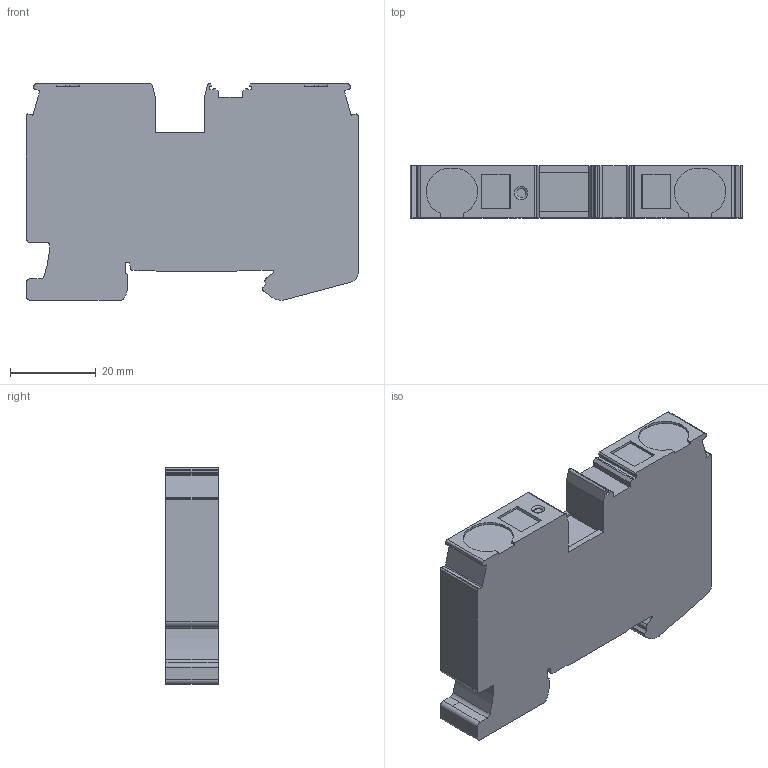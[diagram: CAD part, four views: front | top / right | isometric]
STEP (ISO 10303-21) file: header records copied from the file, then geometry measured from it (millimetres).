
FILE_DESCRIPTION( ( 'Unknown' ), '1' );
FILE_NAME( 'DPTN16-PE 簡易3D 20230213.stp', 'Unknown', ( 'Unknown' ), ( 'Unknown' ), 'XStep 1.0', 'Unknown', ' ' );
FILE_SCHEMA( ( 'automotive_design' ) );
Length unit declared in the file: millimetre
Products named in the file (1): 1
Bounding box: 77.61 x 12.2 x 50.6 mm (x, y, z)
Volume: 41522.1 mm3; surface area: 10722.7 mm2
Topology: 1 solids, 1 shells, 138 faces, 397 edges, 264 vertices
Faces by surface type: plane 88, cylinder 49, torus 1
Full cylindrical faces by diameter (mm): 2.1 x1
Entity records: 5626 total; most frequent: CARTESIAN_POINT 803, ORIENTED_EDGE 788, DIRECTION 768, EDGE_CURVE 394, LINE 292, VECTOR 292, VERTEX_POINT 263, AXIS2_PLACEMENT_3D 238
